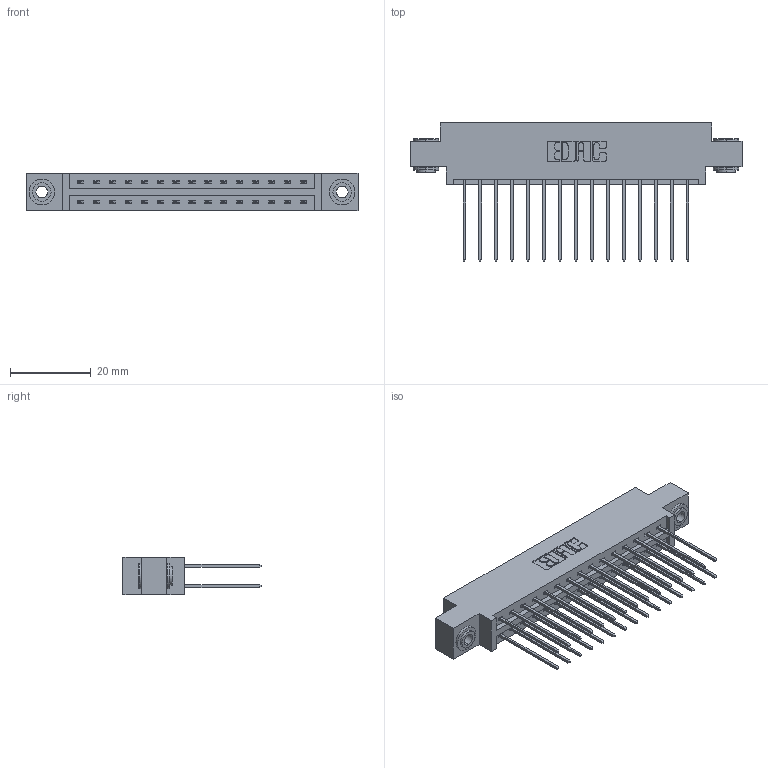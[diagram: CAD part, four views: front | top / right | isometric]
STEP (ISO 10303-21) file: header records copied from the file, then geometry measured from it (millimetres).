
FILE_DESCRIPTION (( 'STEP AP203' ), '1' );
FILE_NAME ('337-030-541-803.STEP', '2019-10-10T23:45:12', ( '' ), ( '' ), 'SwSTEP 2.0', 'SolidWorks 2016', '' );
FILE_SCHEMA (( 'CONFIG_CONTROL_DESIGN' ));
Length unit declared in the file: inch
Products named in the file (4): 345-292-001_345-293-141; 345-250-002_345-250-002-102; 337-030-541-803; 337 Part_0.170 Offset - 0.156 Dia-TH
Assembly tree (33 placements, depth 2):
  337-030-541-803
    337 Part_0.170 Offset - 0.156 Dia-TH
    345-292-001_345-293-141  x30
    345-250-002_345-250-002-102  x2
Bounding box: 82.45 x 34.3 x 9.4 mm (x, y, z)
Volume: 8403.7 mm3; surface area: 10434.3 mm2
Topology: 33 solids, 33 shells, 1776 faces, 5229 edges, 3442 vertices
Faces by surface type: plane 1224, cylinder 544, cone 8
Entity records: 15922 total; most frequent: CARTESIAN_POINT 2681, ORIENTED_EDGE 2610, DIRECTION 2363, EDGE_CURVE 1305, LINE 1153, VECTOR 1153, VERTEX_POINT 866, AXIS2_PLACEMENT_3D 605
